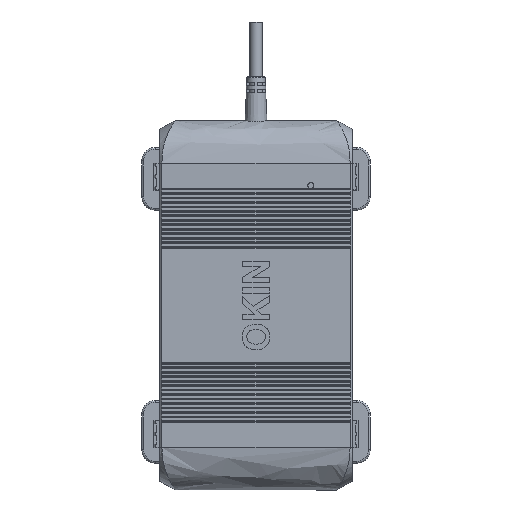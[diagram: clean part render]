
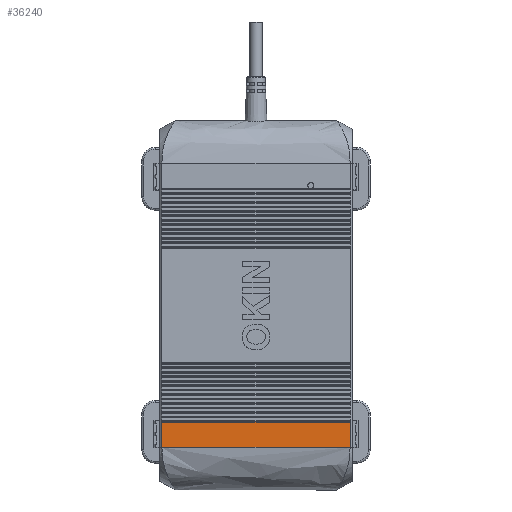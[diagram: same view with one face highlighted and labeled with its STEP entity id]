
A CAD part, top view. The second image highlights one B-rep face of the part: STEP entity #36240.
In plain terms, the highlighted planar face has unit normal (0, 0, 1).
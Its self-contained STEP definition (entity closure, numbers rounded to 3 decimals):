
#3401 = CARTESIAN_POINT ( 'NONE',  ( 42., -73.5, 16. ) ) ;
#3663 = CARTESIAN_POINT ( 'NONE',  ( 42., -62.3, 16. ) ) ;
#4930 = VERTEX_POINT ( 'NONE', #5581 ) ;
#5423 = FACE_OUTER_BOUND ( 'NONE', #23145, .T. ) ;
#5581 = CARTESIAN_POINT ( 'NONE',  ( -42., -73.5, 16. ) ) ;
#6859 = LINE ( 'NONE', #22924, #38887 ) ;
#10070 = EDGE_CURVE ( 'NONE', #13259, #36689, #11640, .T. ) ;
#10312 = LINE ( 'NONE', #10985, #26796 ) ;
#10985 = CARTESIAN_POINT ( 'NONE',  ( 32., -73.5, 16. ) ) ;
#11329 = PLANE ( 'NONE',  #19073 ) ;
#11640 = LINE ( 'NONE', #32558, #34466 ) ;
#13259 = VERTEX_POINT ( 'NONE', #3401 ) ;
#13484 = ORIENTED_EDGE ( 'NONE', *, *, #10070, .T. ) ;
#16960 = EDGE_CURVE ( 'NONE', #4930, #38055, #6859, .T. ) ;
#17376 = ORIENTED_EDGE ( 'NONE', *, *, #17973, .T. ) ;
#17925 = VECTOR ( 'NONE', #28561, 1000. ) ;
#17973 = EDGE_CURVE ( 'NONE', #36689, #38055, #25180, .T. ) ;
#18686 = ORIENTED_EDGE ( 'NONE', *, *, #16960, .F. ) ;
#19073 = AXIS2_PLACEMENT_3D ( 'NONE', #23629, #39289, #20661 ) ;
#20661 = DIRECTION ( 'NONE',  ( 1., 0., 0. ) ) ;
#22924 = CARTESIAN_POINT ( 'NONE',  ( -42., 0., 16. ) ) ;
#23145 = EDGE_LOOP ( 'NONE', ( #17376, #18686, #30449, #13484 ) ) ;
#23629 = CARTESIAN_POINT ( 'NONE',  ( 32., -53.5, 16. ) ) ;
#25180 = LINE ( 'NONE', #31709, #17925 ) ;
#26796 = VECTOR ( 'NONE', #32717, 1000. ) ;
#27816 = CARTESIAN_POINT ( 'NONE',  ( -42., -62.3, 16. ) ) ;
#28561 = DIRECTION ( 'NONE',  ( -1., 0., 0. ) ) ;
#30449 = ORIENTED_EDGE ( 'NONE', *, *, #35466, .T. ) ;
#31709 = CARTESIAN_POINT ( 'NONE',  ( 32., -62.3, 16. ) ) ;
#32558 = CARTESIAN_POINT ( 'NONE',  ( 42., -53.5, 16. ) ) ;
#32717 = DIRECTION ( 'NONE',  ( 1., 0., 0. ) ) ;
#34466 = VECTOR ( 'NONE', #35657, 1000. ) ;
#35466 = EDGE_CURVE ( 'NONE', #4930, #13259, #10312, .T. ) ;
#35657 = DIRECTION ( 'NONE',  ( 0., 1., 0. ) ) ;
#36240 = ADVANCED_FACE ( 'NONE', ( #5423 ), #11329, .T. ) ;
#36689 = VERTEX_POINT ( 'NONE', #3663 ) ;
#38055 = VERTEX_POINT ( 'NONE', #27816 ) ;
#38578 = DIRECTION ( 'NONE',  ( 0., 1., 0. ) ) ;
#38887 = VECTOR ( 'NONE', #38578, 1000. ) ;
#39289 = DIRECTION ( 'NONE',  ( 0., 0., 1. ) ) ;
